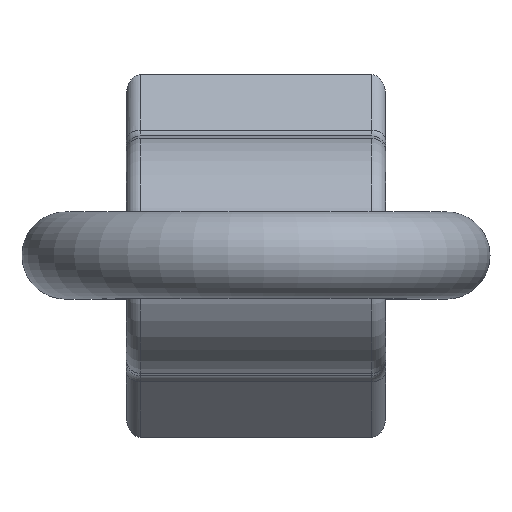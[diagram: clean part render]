
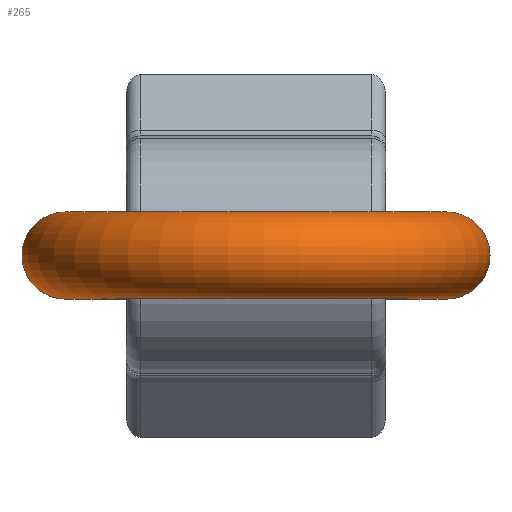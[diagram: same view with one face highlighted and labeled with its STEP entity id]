
A CAD part, top view. The second image highlights one B-rep face of the part: STEP entity #265.
In plain terms, the highlighted toroidal (fillet/blend) face has major radius 136 mm and minor radius 31 mm.
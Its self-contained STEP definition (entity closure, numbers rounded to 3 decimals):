
#75=TOROIDAL_SURFACE('',#1617,136.,31.);
#265=ADVANCED_FACE('',(#303,#304),#75,.T.);
#303=FACE_BOUND('',#398,.T.);
#304=FACE_BOUND('',#399,.T.);
#398=EDGE_LOOP('',(#1078));
#399=EDGE_LOOP('',(#1079));
#1078=ORIENTED_EDGE('',*,*,#1419,.F.);
#1079=ORIENTED_EDGE('',*,*,#1420,.T.);
#1216=VERTEX_POINT('',#2831);
#1217=VERTEX_POINT('',#2833);
#1419=EDGE_CURVE('',#1216,#1216,#1477,.T.);
#1420=EDGE_CURVE('',#1217,#1217,#1478,.T.);
#1477=CIRCLE('',#1615,31.);
#1478=CIRCLE('',#1616,31.);
#1615=AXIS2_PLACEMENT_3D('',#2830,#2005,#2006);
#1616=AXIS2_PLACEMENT_3D('',#2832,#2007,#2008);
#1617=AXIS2_PLACEMENT_3D('',#2834,#2009,#2010);
#2005=DIRECTION('',(0.,0.,-1.));
#2006=DIRECTION('',(-1.,0.,0.));
#2007=DIRECTION('',(0.,0.,1.));
#2008=DIRECTION('',(1.,0.,0.));
#2009=DIRECTION('',(0.,-1.,0.));
#2010=DIRECTION('',(1.,0.,0.));
#2830=CARTESIAN_POINT('',(136.,0.,200.));
#2831=CARTESIAN_POINT('',(105.,0.,200.));
#2832=CARTESIAN_POINT('',(-136.,0.,200.));
#2833=CARTESIAN_POINT('',(-105.,0.,200.));
#2834=CARTESIAN_POINT('',(0.,0.,200.));
